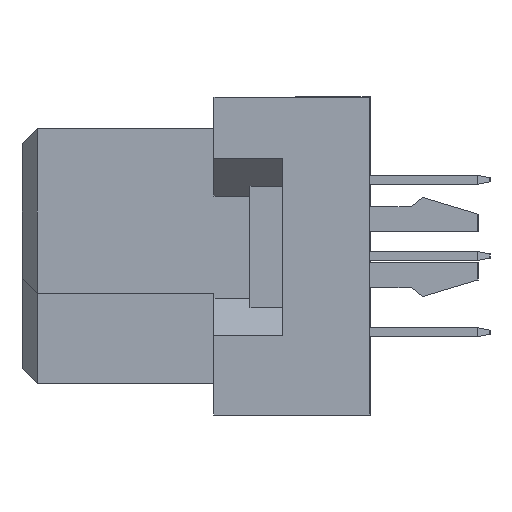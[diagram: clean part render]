
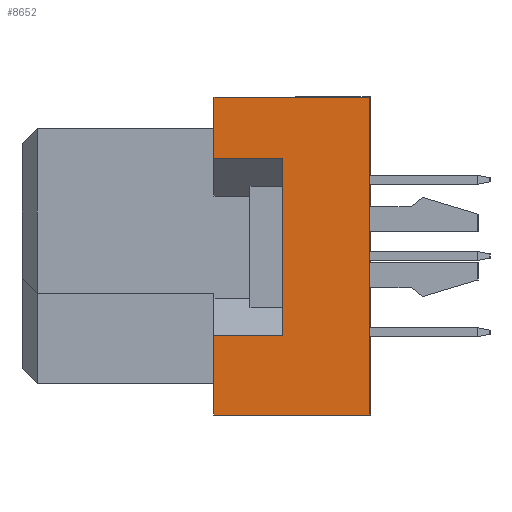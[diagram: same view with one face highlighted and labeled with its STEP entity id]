
A CAD part, left-side view. The second image highlights one B-rep face of the part: STEP entity #8652.
In plain terms, the highlighted planar face has unit normal (-1, 0, 0).
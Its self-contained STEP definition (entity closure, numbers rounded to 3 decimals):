
#655 = DIRECTION ( 'NONE',  ( 0., 0., 1. ) ) ;
#805 = DIRECTION ( 'NONE',  ( 0., 1., 0. ) ) ;
#957 = VECTOR ( 'NONE', #805, 1000. ) ;
#1230 = CARTESIAN_POINT ( 'NONE',  ( -47.5, -8.7, -2.65 ) ) ;
#2562 = ORIENTED_EDGE ( 'NONE', *, *, #28418, .F. ) ;
#2635 = EDGE_CURVE ( 'NONE', #36063, #25777, #30093, .T. ) ;
#4432 = CARTESIAN_POINT ( 'NONE',  ( -47.5, -6.4, -5.3 ) ) ;
#4483 = DIRECTION ( 'NONE',  ( 0., 1., 0. ) ) ;
#4825 = DIRECTION ( 'NONE',  ( 0., 0., 1. ) ) ;
#6055 = ORIENTED_EDGE ( 'NONE', *, *, #2635, .F. ) ;
#8652 = ADVANCED_FACE ( 'NONE', ( #27672 ), #24312, .T. ) ;
#8686 = VECTOR ( 'NONE', #17200, 1000. ) ;
#9246 = EDGE_CURVE ( 'NONE', #25777, #36021, #29435, .T. ) ;
#10511 = CARTESIAN_POINT ( 'NONE',  ( -47.5, -6.4, 3.25 ) ) ;
#11884 = CARTESIAN_POINT ( 'NONE',  ( -47.5, -11.6, -5.3 ) ) ;
#12157 = VERTEX_POINT ( 'NONE', #24845 ) ;
#12166 = LINE ( 'NONE', #28328, #957 ) ;
#13221 = AXIS2_PLACEMENT_3D ( 'NONE', #17978, #37943, #37740 ) ;
#15212 = ORIENTED_EDGE ( 'NONE', *, *, #9246, .F. ) ;
#15399 = CARTESIAN_POINT ( 'NONE',  ( -47.5, -11.6, 5.3 ) ) ;
#16815 = CARTESIAN_POINT ( 'NONE',  ( -47.5, -6.4, -5.3 ) ) ;
#17200 = DIRECTION ( 'NONE',  ( 0., 0., 1. ) ) ;
#17733 = VERTEX_POINT ( 'NONE', #37886 ) ;
#17884 = ORIENTED_EDGE ( 'NONE', *, *, #18558, .T. ) ;
#17978 = CARTESIAN_POINT ( 'NONE',  ( -47.5, -11.6, 5.3 ) ) ;
#18558 = EDGE_CURVE ( 'NONE', #35855, #36021, #12166, .T. ) ;
#18903 = EDGE_CURVE ( 'NONE', #12157, #35855, #28439, .T. ) ;
#19984 = EDGE_CURVE ( 'NONE', #36820, #17733, #30423, .T. ) ;
#20591 = EDGE_CURVE ( 'NONE', #12157, #34894, #40649, .T. ) ;
#21314 = ORIENTED_EDGE ( 'NONE', *, *, #18903, .T. ) ;
#21506 = VECTOR ( 'NONE', #4825, 1000. ) ;
#21563 = ORIENTED_EDGE ( 'NONE', *, *, #29405, .F. ) ;
#21889 = ORIENTED_EDGE ( 'NONE', *, *, #20591, .F. ) ;
#21927 = DIRECTION ( 'NONE',  ( 0., 0., 1. ) ) ;
#21936 = DIRECTION ( 'NONE',  ( 0., 1., 0. ) ) ;
#22790 = VECTOR ( 'NONE', #655, 1000. ) ;
#24312 = PLANE ( 'NONE',  #13221 ) ;
#24845 = CARTESIAN_POINT ( 'NONE',  ( -47.5, -11.6, -5.3 ) ) ;
#25352 = CARTESIAN_POINT ( 'NONE',  ( -47.5, -6.4, 5.3 ) ) ;
#25635 = LINE ( 'NONE', #4432, #21506 ) ;
#25777 = VERTEX_POINT ( 'NONE', #10511 ) ;
#27672 = FACE_OUTER_BOUND ( 'NONE', #36475, .T. ) ;
#27909 = CARTESIAN_POINT ( 'NONE',  ( -47.5, -11.6, 5.3 ) ) ;
#28328 = CARTESIAN_POINT ( 'NONE',  ( -47.5, -11.6, 5.3 ) ) ;
#28418 = EDGE_CURVE ( 'NONE', #36820, #36063, #39289, .T. ) ;
#28439 = LINE ( 'NONE', #15399, #38546 ) ;
#29269 = VECTOR ( 'NONE', #21936, 1000. ) ;
#29405 = EDGE_CURVE ( 'NONE', #34894, #17733, #25635, .T. ) ;
#29435 = LINE ( 'NONE', #16815, #22790 ) ;
#30093 = LINE ( 'NONE', #36617, #31644 ) ;
#30423 = LINE ( 'NONE', #1230, #37910 ) ;
#31165 = CARTESIAN_POINT ( 'NONE',  ( -47.5, -8.7, -2.65 ) ) ;
#31644 = VECTOR ( 'NONE', #4483, 1000. ) ;
#31881 = CARTESIAN_POINT ( 'NONE',  ( -47.5, -8.7, 3.25 ) ) ;
#33369 = DIRECTION ( 'NONE',  ( 0., 1., 0. ) ) ;
#34654 = ORIENTED_EDGE ( 'NONE', *, *, #19984, .T. ) ;
#34894 = VERTEX_POINT ( 'NONE', #39426 ) ;
#35855 = VERTEX_POINT ( 'NONE', #27909 ) ;
#36021 = VERTEX_POINT ( 'NONE', #25352 ) ;
#36063 = VERTEX_POINT ( 'NONE', #31881 ) ;
#36131 = CARTESIAN_POINT ( 'NONE',  ( -47.5, -8.7, -2.65 ) ) ;
#36475 = EDGE_LOOP ( 'NONE', ( #34654, #21563, #21889, #21314, #17884, #15212, #6055, #2562 ) ) ;
#36617 = CARTESIAN_POINT ( 'NONE',  ( -47.5, -8.7, 3.25 ) ) ;
#36820 = VERTEX_POINT ( 'NONE', #31165 ) ;
#37740 = DIRECTION ( 'NONE',  ( 0., 0., 1. ) ) ;
#37886 = CARTESIAN_POINT ( 'NONE',  ( -47.5, -6.4, -2.65 ) ) ;
#37910 = VECTOR ( 'NONE', #33369, 1000. ) ;
#37943 = DIRECTION ( 'NONE',  ( -1., 0., 0. ) ) ;
#38546 = VECTOR ( 'NONE', #21927, 1000. ) ;
#39289 = LINE ( 'NONE', #36131, #8686 ) ;
#39426 = CARTESIAN_POINT ( 'NONE',  ( -47.5, -6.4, -5.3 ) ) ;
#40649 = LINE ( 'NONE', #11884, #29269 ) ;
